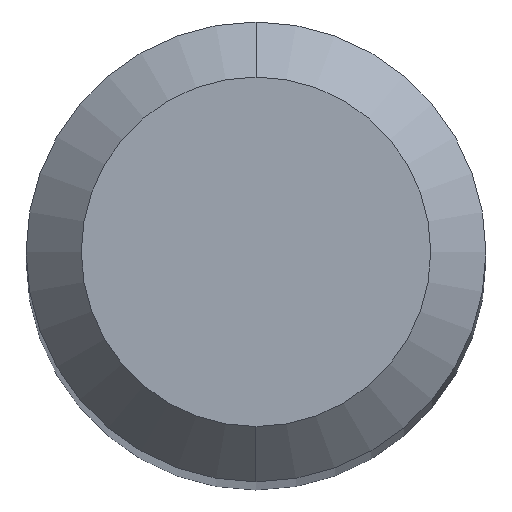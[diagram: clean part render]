
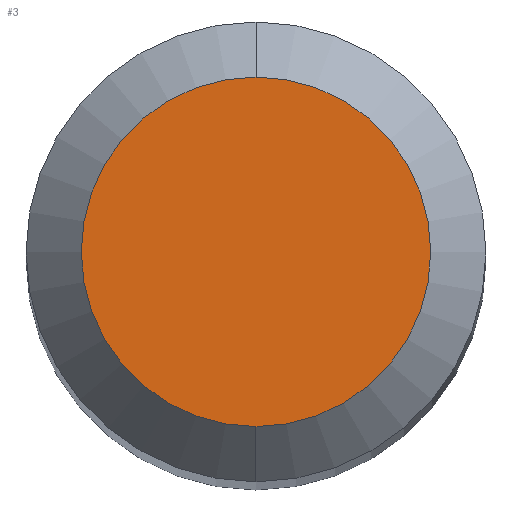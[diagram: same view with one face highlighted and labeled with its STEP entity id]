
A CAD part, top view. The second image highlights one B-rep face of the part: STEP entity #3.
In plain terms, the highlighted planar face has unit normal (0, 0, 1).
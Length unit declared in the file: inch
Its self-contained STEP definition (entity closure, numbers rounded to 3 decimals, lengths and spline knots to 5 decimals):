
#3 = ADVANCED_FACE ( 'NONE', ( #256 ), #302, .F. ) ;
#22 = AXIS2_PLACEMENT_3D ( 'NONE', #77, #214, #342 ) ;
#52 = DIRECTION ( 'NONE',  ( 0., -1., 0. ) ) ;
#63 = EDGE_CURVE ( 'NONE', #236, #431, #494, .T. ) ;
#74 = CARTESIAN_POINT ( 'NONE',  ( 0., -0.0475, 0. ) ) ;
#77 = CARTESIAN_POINT ( 'NONE',  ( 0., 0., 0. ) ) ;
#101 = CARTESIAN_POINT ( 'NONE',  ( 0., 0.0475, 0. ) ) ;
#146 = EDGE_LOOP ( 'NONE', ( #362, #501 ) ) ;
#210 = DIRECTION ( 'NONE',  ( 0., 0., -1. ) ) ;
#214 = DIRECTION ( 'NONE',  ( 0., 0., 1. ) ) ;
#236 = VERTEX_POINT ( 'NONE', #74 ) ;
#247 = EDGE_CURVE ( 'NONE', #431, #236, #321, .T. ) ;
#256 = FACE_OUTER_BOUND ( 'NONE', #146, .T. ) ;
#269 = AXIS2_PLACEMENT_3D ( 'NONE', #428, #210, #336 ) ;
#302 = PLANE ( 'NONE',  #269 ) ;
#321 = CIRCLE ( 'NONE', #22, 0.0475 ) ;
#336 = DIRECTION ( 'NONE',  ( 0., 1., 0. ) ) ;
#342 = DIRECTION ( 'NONE',  ( 0., -1., 0. ) ) ;
#362 = ORIENTED_EDGE ( 'NONE', *, *, #247, .T. ) ;
#363 = AXIS2_PLACEMENT_3D ( 'NONE', #527, #525, #52 ) ;
#428 = CARTESIAN_POINT ( 'NONE',  ( 0., 0.0475, 0. ) ) ;
#431 = VERTEX_POINT ( 'NONE', #101 ) ;
#494 = CIRCLE ( 'NONE', #363, 0.0475 ) ;
#501 = ORIENTED_EDGE ( 'NONE', *, *, #63, .T. ) ;
#525 = DIRECTION ( 'NONE',  ( 0., 0., 1. ) ) ;
#527 = CARTESIAN_POINT ( 'NONE',  ( 0., 0., 0. ) ) ;
